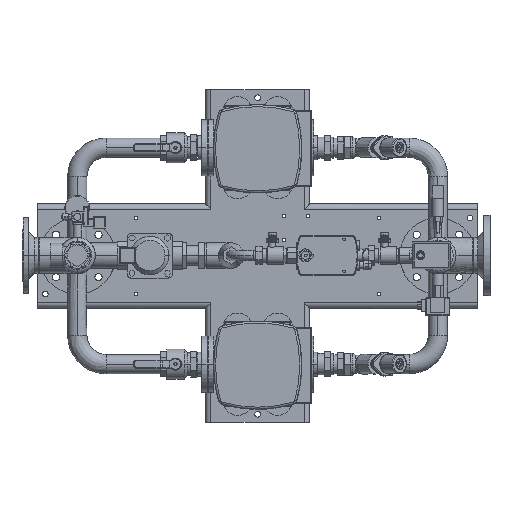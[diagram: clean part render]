
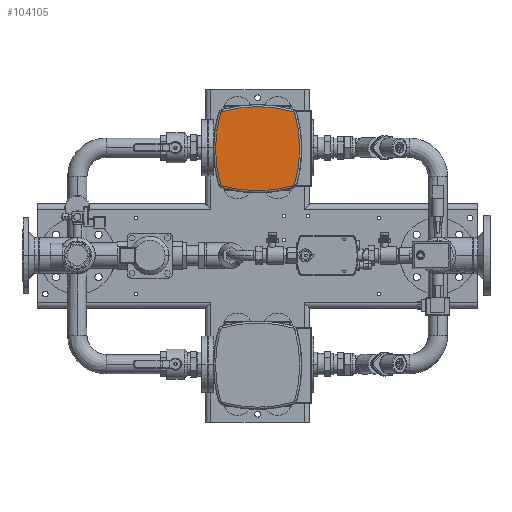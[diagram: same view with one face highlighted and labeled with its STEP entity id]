
A CAD part, top view. The second image highlights one B-rep face of the part: STEP entity #104105.
In plain terms, the highlighted planar face has unit normal (0, 0, 1).
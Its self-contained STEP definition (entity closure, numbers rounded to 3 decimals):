
#103410=CARTESIAN_POINT('',(87.886,358.695,1045.));
#103411=VERTEX_POINT('',#103410);
#103430=CARTESIAN_POINT('',(-87.886,358.695,1045.));
#103431=VERTEX_POINT('',#103430);
#103439=CARTESIAN_POINT('',(0.,51.,1045.));
#103440=DIRECTION('',(0.0,0.0,-1.0));
#103441=DIRECTION('',(0.0,1.0,0.0));
#103442=AXIS2_PLACEMENT_3D('',#103439,#103440,#103441);
#103443=CIRCLE('',#103442,320.0);
#103444=EDGE_CURVE('',#103431,#103411,#103443,.T.);
#103454=CARTESIAN_POINT('',(92.695,353.886,1045.));
#103455=VERTEX_POINT('',#103454);
#103473=CARTESIAN_POINT('',(85.964,351.964,1045.));
#103474=DIRECTION('',(0.,0.,-1.0));
#103475=DIRECTION('',(0.707,0.707,0.));
#103476=AXIS2_PLACEMENT_3D('',#103473,#103474,#103475);
#103477=CIRCLE('',#103476,7.);
#103478=EDGE_CURVE('',#103411,#103455,#103477,.T.);
#103490=CARTESIAN_POINT('',(-92.695,353.886,1045.));
#103491=VERTEX_POINT('',#103490);
#103499=CARTESIAN_POINT('',(-85.964,351.964,1045.));
#103500=DIRECTION('',(0.,0.,-1.0));
#103501=DIRECTION('',(-0.707,0.707,0.));
#103502=AXIS2_PLACEMENT_3D('',#103499,#103500,#103501);
#103503=CIRCLE('',#103502,7.);
#103504=EDGE_CURVE('',#103491,#103431,#103503,.T.);
#103522=CARTESIAN_POINT('',(92.695,178.114,1045.));
#103523=VERTEX_POINT('',#103522);
#103541=CARTESIAN_POINT('',(-215.,266.,1045.));
#103542=DIRECTION('',(0.0,0.0,-1.0));
#103543=DIRECTION('',(1.0,0.0,0.0));
#103544=AXIS2_PLACEMENT_3D('',#103541,#103542,#103543);
#103545=CIRCLE('',#103544,320.0);
#103546=EDGE_CURVE('',#103455,#103523,#103545,.T.);
#103558=CARTESIAN_POINT('',(-92.695,178.114,1045.));
#103559=VERTEX_POINT('',#103558);
#103567=CARTESIAN_POINT('',(215.,266.,1045.));
#103568=DIRECTION('',(0.0,0.0,-1.0));
#103569=DIRECTION('',(-1.0,0.0,0.0));
#103570=AXIS2_PLACEMENT_3D('',#103567,#103568,#103569);
#103571=CIRCLE('',#103570,320.0);
#103572=EDGE_CURVE('',#103559,#103491,#103571,.T.);
#103590=CARTESIAN_POINT('',(87.886,173.305,1045.));
#103591=VERTEX_POINT('',#103590);
#103609=CARTESIAN_POINT('',(85.964,180.036,1045.));
#103610=DIRECTION('',(0.,0.,-1.0));
#103611=DIRECTION('',(0.707,-0.707,0.));
#103612=AXIS2_PLACEMENT_3D('',#103609,#103610,#103611);
#103613=CIRCLE('',#103612,7.0);
#103614=EDGE_CURVE('',#103523,#103591,#103613,.T.);
#103626=CARTESIAN_POINT('',(-87.886,173.305,1045.));
#103627=VERTEX_POINT('',#103626);
#103635=CARTESIAN_POINT('',(-85.964,180.036,1045.));
#103636=DIRECTION('',(0.,0.,-1.0));
#103637=DIRECTION('',(-0.707,-0.707,0.));
#103638=AXIS2_PLACEMENT_3D('',#103635,#103636,#103637);
#103639=CIRCLE('',#103638,7.);
#103640=EDGE_CURVE('',#103627,#103559,#103639,.T.);
#103659=CARTESIAN_POINT('',(0.,481.,1045.));
#103660=DIRECTION('',(0.0,0.0,-1.0));
#103661=DIRECTION('',(0.0,-1.0,0.0));
#103662=AXIS2_PLACEMENT_3D('',#103659,#103660,#103661);
#103663=CIRCLE('',#103662,320.0);
#103664=EDGE_CURVE('',#103591,#103627,#103663,.T.);
#104090=CARTESIAN_POINT('',(0.,266.,1045.));
#104091=DIRECTION('',(0.0,0.0,1.0));
#104092=DIRECTION('',(1.0,0.0,0.0));
#104093=AXIS2_PLACEMENT_3D('',#104090,#104091,#104092);
#104094=PLANE('',#104093);
#104095=ORIENTED_EDGE('',*,*,#103444,.F.);
#104096=ORIENTED_EDGE('',*,*,#103504,.F.);
#104097=ORIENTED_EDGE('',*,*,#103572,.F.);
#104098=ORIENTED_EDGE('',*,*,#103640,.F.);
#104099=ORIENTED_EDGE('',*,*,#103664,.F.);
#104100=ORIENTED_EDGE('',*,*,#103614,.F.);
#104101=ORIENTED_EDGE('',*,*,#103546,.F.);
#104102=ORIENTED_EDGE('',*,*,#103478,.F.);
#104103=EDGE_LOOP('',(#104095,#104096,#104097,#104098,#104099,#104100,#104101,#104102));
#104104=FACE_OUTER_BOUND('',#104103,.T.);
#104105=ADVANCED_FACE('',(#104104),#104094,.T.);
